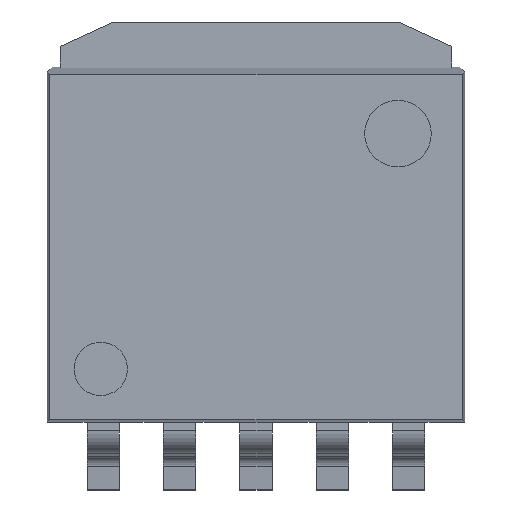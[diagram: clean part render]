
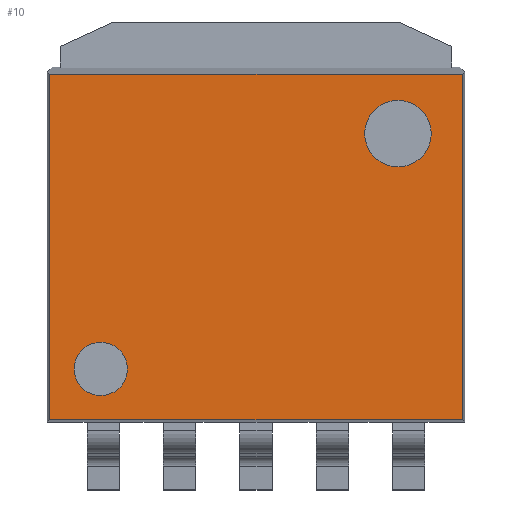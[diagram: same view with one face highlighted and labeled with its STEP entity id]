
A CAD part, top view. The second image highlights one B-rep face of the part: STEP entity #10.
In plain terms, the highlighted planar face has unit normal (0, 0, 1).
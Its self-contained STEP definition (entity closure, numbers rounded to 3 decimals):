
#9 = VECTOR ( 'NONE', #1327, 1000. ) ;
#10 = ADVANCED_FACE ( 'NONE', ( #1570, #372, #3581 ), #3249, .T. ) ;
#61 = DIRECTION ( 'NONE',  ( 1., 0., 0. ) ) ;
#82 = EDGE_LOOP ( 'NONE', ( #3818, #3321, #1237, #1658 ) ) ;
#97 = VECTOR ( 'NONE', #3120, 1000. ) ;
#195 = ORIENTED_EDGE ( 'NONE', *, *, #3511, .F. ) ;
#221 = VECTOR ( 'NONE', #3930, 1000. ) ;
#312 = EDGE_CURVE ( 'NONE', #3590, #3858, #2773, .T. ) ;
#362 = DIRECTION ( 'NONE',  ( 0., 0., 1. ) ) ;
#363 = EDGE_CURVE ( 'NONE', #743, #2637, #2680, .T. ) ;
#367 = VECTOR ( 'NONE', #3956, 1000. ) ;
#372 = FACE_BOUND ( 'NONE', #1283, .T. ) ;
#444 = VERTEX_POINT ( 'NONE', #3415 ) ;
#575 = DIRECTION ( 'NONE',  ( 1., 0., 0. ) ) ;
#579 = VERTEX_POINT ( 'NONE', #2361 ) ;
#600 = ORIENTED_EDGE ( 'NONE', *, *, #1915, .F. ) ;
#607 = AXIS2_PLACEMENT_3D ( 'NONE', #3387, #1538, #3693 ) ;
#691 = VERTEX_POINT ( 'NONE', #3132 ) ;
#743 = VERTEX_POINT ( 'NONE', #4013 ) ;
#774 = CIRCLE ( 'NONE', #844, 0.75 ) ;
#844 = AXIS2_PLACEMENT_3D ( 'NONE', #3777, #1954, #61 ) ;
#1021 = AXIS2_PLACEMENT_3D ( 'NONE', #2233, #362, #2556 ) ;
#1084 = DIRECTION ( 'NONE',  ( 0., 0., 1. ) ) ;
#1237 = ORIENTED_EDGE ( 'NONE', *, *, #3329, .T. ) ;
#1272 = CARTESIAN_POINT ( 'NONE',  ( 0., -1.184, 1.905 ) ) ;
#1283 = EDGE_LOOP ( 'NONE', ( #600, #195 ) ) ;
#1327 = DIRECTION ( 'NONE',  ( 0., -1., 0. ) ) ;
#1493 = VERTEX_POINT ( 'NONE', #3158 ) ;
#1538 = DIRECTION ( 'NONE',  ( 0., 0., 1. ) ) ;
#1570 = FACE_BOUND ( 'NONE', #3022, .T. ) ;
#1658 = ORIENTED_EDGE ( 'NONE', *, *, #312, .T. ) ;
#1660 = CARTESIAN_POINT ( 'NONE',  ( 1.2, -7.817, 1.905 ) ) ;
#1796 = CARTESIAN_POINT ( 'NONE',  ( 9.338, 0., 1.905 ) ) ;
#1819 = CARTESIAN_POINT ( 'NONE',  ( 9.395, -8.96, 1.905 ) ) ;
#1889 = EDGE_CURVE ( 'NONE', #2637, #743, #774, .T. ) ;
#1915 = EDGE_CURVE ( 'NONE', #1493, #444, #2869, .T. ) ;
#1941 = CARTESIAN_POINT ( 'NONE',  ( 0.057, -8.96, 1.905 ) ) ;
#1954 = DIRECTION ( 'NONE',  ( 0., 0., 1. ) ) ;
#1980 = DIRECTION ( 'NONE',  ( 1., 0., 0. ) ) ;
#2085 = CARTESIAN_POINT ( 'NONE',  ( 9.338, -8.96, 1.905 ) ) ;
#2233 = CARTESIAN_POINT ( 'NONE',  ( 1.2, -7.817, 1.905 ) ) ;
#2361 = CARTESIAN_POINT ( 'NONE',  ( 0.057, -1.184, 1.905 ) ) ;
#2556 = DIRECTION ( 'NONE',  ( 1., 0., 0. ) ) ;
#2600 = EDGE_CURVE ( 'NONE', #691, #579, #2611, .T. ) ;
#2611 = LINE ( 'NONE', #1272, #97 ) ;
#2626 = LINE ( 'NONE', #1796, #221 ) ;
#2637 = VERTEX_POINT ( 'NONE', #3435 ) ;
#2655 = AXIS2_PLACEMENT_3D ( 'NONE', #3422, #1084, #575 ) ;
#2680 = CIRCLE ( 'NONE', #607, 0.75 ) ;
#2729 = AXIS2_PLACEMENT_3D ( 'NONE', #1660, #3806, #1980 ) ;
#2773 = LINE ( 'NONE', #1819, #367 ) ;
#2869 = CIRCLE ( 'NONE', #2729, 0.6 ) ;
#3022 = EDGE_LOOP ( 'NONE', ( #3165, #3679 ) ) ;
#3024 = EDGE_CURVE ( 'NONE', #3858, #691, #2626, .T. ) ;
#3120 = DIRECTION ( 'NONE',  ( -1., 0., 0. ) ) ;
#3132 = CARTESIAN_POINT ( 'NONE',  ( 9.338, -1.184, 1.905 ) ) ;
#3158 = CARTESIAN_POINT ( 'NONE',  ( 1.8, -7.817, 1.905 ) ) ;
#3165 = ORIENTED_EDGE ( 'NONE', *, *, #363, .F. ) ;
#3167 = CARTESIAN_POINT ( 'NONE',  ( 0.057, -8.96, 1.905 ) ) ;
#3249 = PLANE ( 'NONE',  #2655 ) ;
#3321 = ORIENTED_EDGE ( 'NONE', *, *, #2600, .T. ) ;
#3329 = EDGE_CURVE ( 'NONE', #579, #3590, #3934, .T. ) ;
#3387 = CARTESIAN_POINT ( 'NONE',  ( 7.895, -2.517, 1.905 ) ) ;
#3415 = CARTESIAN_POINT ( 'NONE',  ( 0.6, -7.817, 1.905 ) ) ;
#3422 = CARTESIAN_POINT ( 'NONE',  ( 0., 0., 1.905 ) ) ;
#3435 = CARTESIAN_POINT ( 'NONE',  ( 7.145, -2.517, 1.905 ) ) ;
#3511 = EDGE_CURVE ( 'NONE', #444, #1493, #3745, .T. ) ;
#3581 = FACE_OUTER_BOUND ( 'NONE', #82, .T. ) ;
#3590 = VERTEX_POINT ( 'NONE', #1941 ) ;
#3679 = ORIENTED_EDGE ( 'NONE', *, *, #1889, .F. ) ;
#3693 = DIRECTION ( 'NONE',  ( 1., 0., 0. ) ) ;
#3745 = CIRCLE ( 'NONE', #1021, 0.6 ) ;
#3777 = CARTESIAN_POINT ( 'NONE',  ( 7.895, -2.517, 1.905 ) ) ;
#3806 = DIRECTION ( 'NONE',  ( 0., 0., 1. ) ) ;
#3818 = ORIENTED_EDGE ( 'NONE', *, *, #3024, .T. ) ;
#3858 = VERTEX_POINT ( 'NONE', #2085 ) ;
#3930 = DIRECTION ( 'NONE',  ( 0., 1., 0. ) ) ;
#3934 = LINE ( 'NONE', #3167, #9 ) ;
#3956 = DIRECTION ( 'NONE',  ( 1., 0., 0. ) ) ;
#4013 = CARTESIAN_POINT ( 'NONE',  ( 8.645, -2.517, 1.905 ) ) ;
